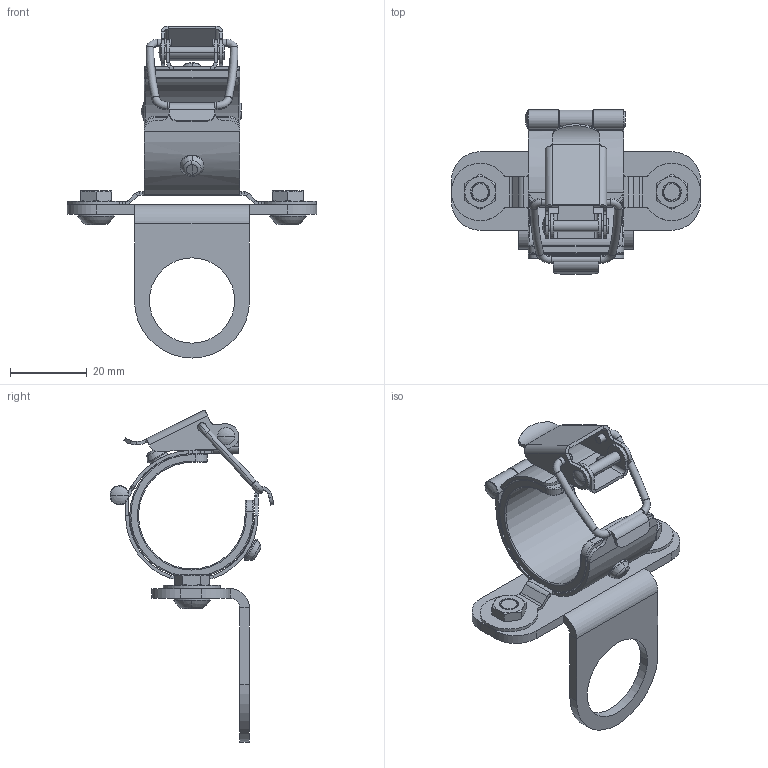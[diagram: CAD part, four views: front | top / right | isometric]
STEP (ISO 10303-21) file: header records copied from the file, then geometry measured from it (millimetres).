
FILE_DESCRIPTION((''),'2;1');
FILE_NAME('218129_ASM','2020-06-16T11:27:32',('PDMAdmin'),('BANNER ENGINEERING'),'CREO PARAMETRIC BY PTC INC, 2019292','CREO PARAMETRIC BY PTC INC, 2019292','');
FILE_SCHEMA(('CONFIG_CONTROL_DESIGN'));
Products named in the file (12): 205946; 205947; 206472; 206473; KBOIE_SS_RIVET_M3X25; KBOIE_SS_RIVET_M3X16; 206527_ASM; KBOIE_206474; 214559; BHCS_M5X6; 33766; 218129_ASM
Assembly tree (13 placements, depth 3):
  218129_ASM
    206527_ASM
      205946
      205947
      206472
      206473
      KBOIE_SS_RIVET_M3X25
      KBOIE_SS_RIVET_M3X16
    KBOIE_206474
    214559
    BHCS_M5X6  x2
    33766  x2
Bounding box: 65 x 42.78 x 86.61 mm (x, y, z)
Volume: 13800.5 mm3; surface area: 18815.4 mm2
Topology: 12 solids, 12 shells, 508 faces, 1154 edges, 672 vertices
Faces by surface type: plane 188, cylinder 169, cone 84, torus 36, bspline 23, sphere 8
Entity records: 14054 total; most frequent: CARTESIAN_POINT 4022, DIRECTION 2146, ORIENTED_EDGE 1972, EDGE_CURVE 986, AXIS2_PLACEMENT_3D 828, VERTEX_POINT 580, VECTOR 490, LINE 490
